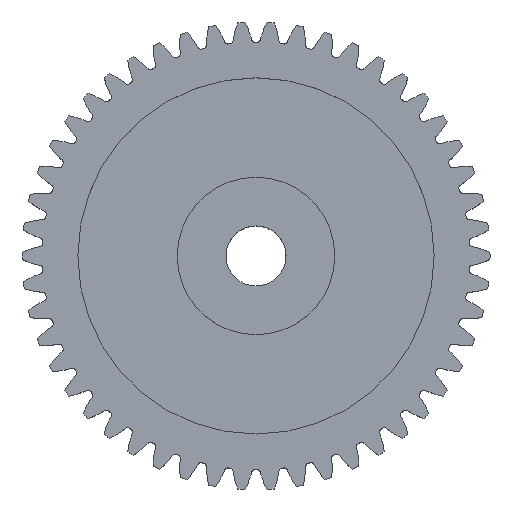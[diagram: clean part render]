
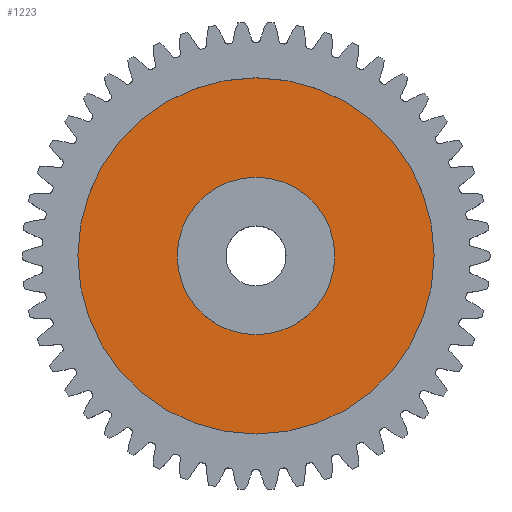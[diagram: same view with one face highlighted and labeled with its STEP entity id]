
A CAD part, top view. The second image highlights one B-rep face of the part: STEP entity #1223.
In plain terms, the highlighted planar face has unit normal (0, 0, 1).
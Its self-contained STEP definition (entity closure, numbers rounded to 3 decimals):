
#128 = VERTEX_POINT ( 'NONE', #4290 ) ;
#1211 = EDGE_CURVE ( 'NONE', #1346, #1323, #5792, .T. ) ;
#1213 = EDGE_LOOP ( 'NONE', ( #1248, #1232 ) ) ;
#1220 = EDGE_CURVE ( 'NONE', #1836, #128, #5864, .T. ) ;
#1223 = ADVANCED_FACE ( 'NONE', ( #5824, #5843 ), #5842, .F. ) ;
#1232 = ORIENTED_EDGE ( 'NONE', *, *, #1220, .T. ) ;
#1233 = EDGE_LOOP ( 'NONE', ( #1234, #1235 ) ) ;
#1234 = ORIENTED_EDGE ( 'NONE', *, *, #1211, .F. ) ;
#1235 = ORIENTED_EDGE ( 'NONE', *, *, #1349, .F. ) ;
#1248 = ORIENTED_EDGE ( 'NONE', *, *, #1780, .T. ) ;
#1323 = VERTEX_POINT ( 'NONE', #5998 ) ;
#1346 = VERTEX_POINT ( 'NONE', #5965 ) ;
#1349 = EDGE_CURVE ( 'NONE', #1323, #1346, #5957, .T. ) ;
#1780 = EDGE_CURVE ( 'NONE', #128, #1836, #6556, .T. ) ;
#1836 = VERTEX_POINT ( 'NONE', #7183 ) ;
#4290 = CARTESIAN_POINT ( 'NONE',  ( -10.5, 0., 7.75 ) ) ;
#5791 = AXIS2_PLACEMENT_3D ( 'NONE', #5867, #5866, #5865 ) ;
#5792 = CIRCLE ( 'NONE', #5791, 23.75 ) ;
#5816 = DIRECTION ( 'NONE',  ( -1., 0., 0. ) ) ;
#5824 = FACE_BOUND ( 'NONE', #1213, .T. ) ;
#5825 = AXIS2_PLACEMENT_3D ( 'NONE', #5849, #5848, #5816 ) ;
#5839 = DIRECTION ( 'NONE',  ( -1., 0., 0. ) ) ;
#5840 = DIRECTION ( 'NONE',  ( 0., 0., -1. ) ) ;
#5841 = AXIS2_PLACEMENT_3D ( 'NONE', #5862, #5840, #5839 ) ;
#5842 = PLANE ( 'NONE',  #5825 ) ;
#5843 = FACE_OUTER_BOUND ( 'NONE', #1233, .T. ) ;
#5848 = DIRECTION ( 'NONE',  ( 0., 0., -1. ) ) ;
#5849 = CARTESIAN_POINT ( 'NONE',  ( 0., 0., 7.75 ) ) ;
#5862 = CARTESIAN_POINT ( 'NONE',  ( 0., 0., 7.75 ) ) ;
#5864 = CIRCLE ( 'NONE', #5841, 10.5 ) ;
#5865 = DIRECTION ( 'NONE',  ( -1., 0., 0. ) ) ;
#5866 = DIRECTION ( 'NONE',  ( 0., 0., -1. ) ) ;
#5867 = CARTESIAN_POINT ( 'NONE',  ( 0., 0., 7.75 ) ) ;
#5949 = DIRECTION ( 'NONE',  ( -1., 0., 0. ) ) ;
#5950 = AXIS2_PLACEMENT_3D ( 'NONE', #5953, #5954, #5949 ) ;
#5953 = CARTESIAN_POINT ( 'NONE',  ( 0., 0., 7.75 ) ) ;
#5954 = DIRECTION ( 'NONE',  ( 0., 0., -1. ) ) ;
#5957 = CIRCLE ( 'NONE', #5950, 23.75 ) ;
#5965 = CARTESIAN_POINT ( 'NONE',  ( -23.75, 0., 7.75 ) ) ;
#5998 = CARTESIAN_POINT ( 'NONE',  ( 23.75, 0., 7.75 ) ) ;
#6556 = CIRCLE ( 'NONE', #6614, 10.5 ) ;
#6564 = DIRECTION ( 'NONE',  ( -1., 0., 0. ) ) ;
#6602 = DIRECTION ( 'NONE',  ( 0., 0., -1. ) ) ;
#6603 = CARTESIAN_POINT ( 'NONE',  ( 0., 0., 7.75 ) ) ;
#6614 = AXIS2_PLACEMENT_3D ( 'NONE', #6603, #6602, #6564 ) ;
#7183 = CARTESIAN_POINT ( 'NONE',  ( 10.5, 0., 7.75 ) ) ;
